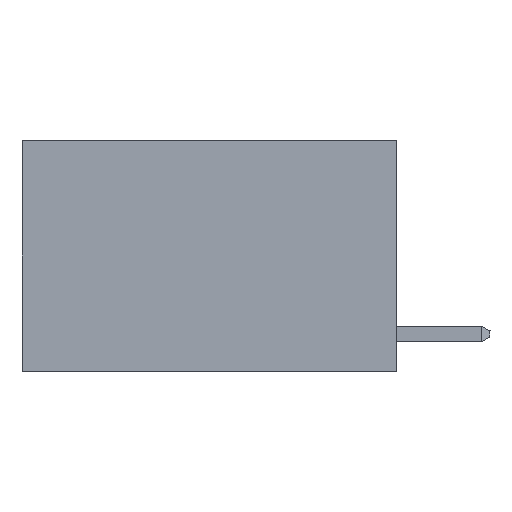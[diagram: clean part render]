
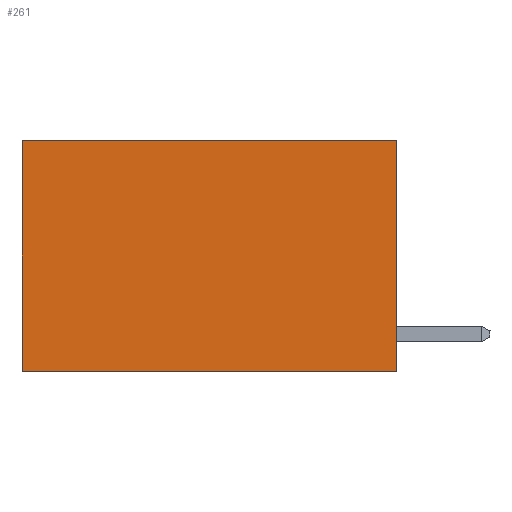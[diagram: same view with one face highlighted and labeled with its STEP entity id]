
A CAD part, left-side view. The second image highlights one B-rep face of the part: STEP entity #261.
In plain terms, the highlighted planar face has unit normal (-1, 0, 0).
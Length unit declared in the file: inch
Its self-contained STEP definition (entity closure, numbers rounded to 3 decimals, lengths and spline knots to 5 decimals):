
#261 = ADVANCED_FACE ( 'NONE', ( #12705 ), #8396, .F. ) ;
#370 = ORIENTED_EDGE ( 'NONE', *, *, #11371, .F. ) ;
#793 = DIRECTION ( 'NONE',  ( 1., 0., 0. ) ) ;
#941 = EDGE_CURVE ( 'NONE', #2759, #9047, #13168, .T. ) ;
#1198 = DIRECTION ( 'NONE',  ( 0., 1., 0. ) ) ;
#1620 = EDGE_CURVE ( 'NONE', #9047, #14064, #4302, .T. ) ;
#2750 = CARTESIAN_POINT ( 'NONE',  ( 0.2625, 0., 0. ) ) ;
#2759 = VERTEX_POINT ( 'NONE', #2750 ) ;
#2794 = CARTESIAN_POINT ( 'NONE',  ( 0.2625, 0., 0. ) ) ;
#3129 = CARTESIAN_POINT ( 'NONE',  ( 0.2625, 0., 0. ) ) ;
#3904 = CARTESIAN_POINT ( 'NONE',  ( 0.2625, 0.6, 0. ) ) ;
#4302 = LINE ( 'NONE', #13119, #5426 ) ;
#5426 = VECTOR ( 'NONE', #6513, 39.37008 ) ;
#6333 = VECTOR ( 'NONE', #1198, 39.37008 ) ;
#6513 = DIRECTION ( 'NONE',  ( 0., 0., -1. ) ) ;
#6639 = LINE ( 'NONE', #11036, #6333 ) ;
#7412 = CARTESIAN_POINT ( 'NONE',  ( 0.2625, 0., 0. ) ) ;
#7641 = ORIENTED_EDGE ( 'NONE', *, *, #941, .T. ) ;
#8205 = EDGE_LOOP ( 'NONE', ( #12246, #12065, #370, #7641 ) ) ;
#8396 = PLANE ( 'NONE',  #9755 ) ;
#8398 = VECTOR ( 'NONE', #9956, 39.37008 ) ;
#8627 = CARTESIAN_POINT ( 'NONE',  ( 0.2625, 0., -0.37 ) ) ;
#8866 = CARTESIAN_POINT ( 'NONE',  ( 0.2625, 0.6, -0.37 ) ) ;
#9047 = VERTEX_POINT ( 'NONE', #3904 ) ;
#9486 = VECTOR ( 'NONE', #13009, 39.37008 ) ;
#9725 = VERTEX_POINT ( 'NONE', #8627 ) ;
#9755 = AXIS2_PLACEMENT_3D ( 'NONE', #2794, #793, #13982 ) ;
#9787 = LINE ( 'NONE', #7412, #9486 ) ;
#9956 = DIRECTION ( 'NONE',  ( 0., 1., 0. ) ) ;
#11036 = CARTESIAN_POINT ( 'NONE',  ( 0.2625, 0., -0.37 ) ) ;
#11371 = EDGE_CURVE ( 'NONE', #2759, #9725, #9787, .T. ) ;
#12065 = ORIENTED_EDGE ( 'NONE', *, *, #13632, .F. ) ;
#12246 = ORIENTED_EDGE ( 'NONE', *, *, #1620, .T. ) ;
#12705 = FACE_OUTER_BOUND ( 'NONE', #8205, .T. ) ;
#13009 = DIRECTION ( 'NONE',  ( 0., 0., -1. ) ) ;
#13119 = CARTESIAN_POINT ( 'NONE',  ( 0.2625, 0.6, 0. ) ) ;
#13168 = LINE ( 'NONE', #3129, #8398 ) ;
#13632 = EDGE_CURVE ( 'NONE', #9725, #14064, #6639, .T. ) ;
#13982 = DIRECTION ( 'NONE',  ( 0., 0., -1. ) ) ;
#14064 = VERTEX_POINT ( 'NONE', #8866 ) ;
